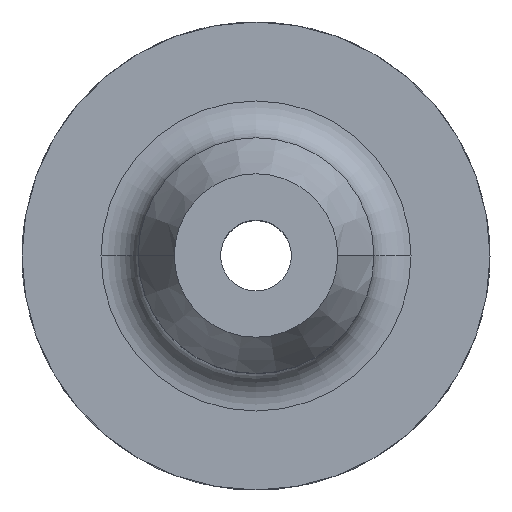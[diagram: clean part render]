
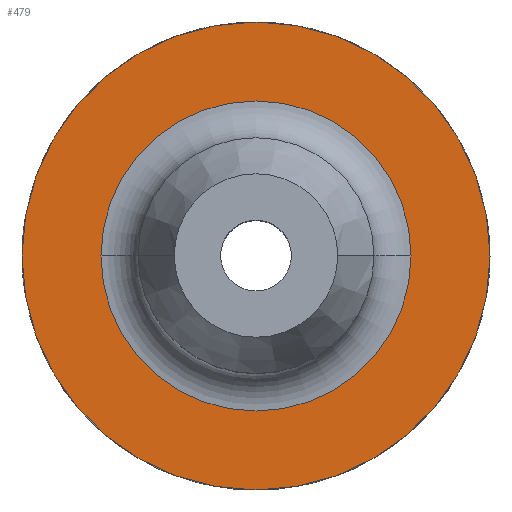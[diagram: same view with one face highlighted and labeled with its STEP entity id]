
A CAD part, top view. The second image highlights one B-rep face of the part: STEP entity #479.
In plain terms, the highlighted planar face has unit normal (0, 0, 1).
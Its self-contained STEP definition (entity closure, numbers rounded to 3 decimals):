
#22 = DIRECTION ( 'NONE',  ( -1., 0., 0. ) ) ;
#39 = CIRCLE ( 'NONE', #887, 31.5 ) ;
#142 = CARTESIAN_POINT ( 'NONE',  ( 0., 15.875, 27. ) ) ;
#145 = DIRECTION ( 'NONE',  ( 0., 0., -1. ) ) ;
#163 = CARTESIAN_POINT ( 'NONE',  ( 0., 0., 27. ) ) ;
#168 = EDGE_CURVE ( 'NONE', #625, #1049, #800, .T. ) ;
#175 = ORIENTED_EDGE ( 'NONE', *, *, #1207, .T. ) ;
#178 = CIRCLE ( 'NONE', #1234, 20.875 ) ;
#194 = CARTESIAN_POINT ( 'NONE',  ( -20.875, 0., 27. ) ) ;
#288 = DIRECTION ( 'NONE',  ( -1., 0., 0. ) ) ;
#305 = ORIENTED_EDGE ( 'NONE', *, *, #610, .F. ) ;
#321 = CARTESIAN_POINT ( 'NONE',  ( 0., 0., 27. ) ) ;
#400 = CARTESIAN_POINT ( 'NONE',  ( 0., 0., 27. ) ) ;
#412 = DIRECTION ( 'NONE',  ( 0., 0., -1. ) ) ;
#479 = ADVANCED_FACE ( 'NONE', ( #979, #1036 ), #1120, .F. ) ;
#524 = VERTEX_POINT ( 'NONE', #194 ) ;
#610 = EDGE_CURVE ( 'NONE', #1049, #625, #39, .T. ) ;
#625 = VERTEX_POINT ( 'NONE', #1342 ) ;
#647 = EDGE_CURVE ( 'NONE', #524, #1260, #1288, .T. ) ;
#741 = AXIS2_PLACEMENT_3D ( 'NONE', #142, #145, #22 ) ;
#800 = CIRCLE ( 'NONE', #1247, 31.5 ) ;
#803 = AXIS2_PLACEMENT_3D ( 'NONE', #163, #412, #851 ) ;
#851 = DIRECTION ( 'NONE',  ( -1., 0., 0. ) ) ;
#887 = AXIS2_PLACEMENT_3D ( 'NONE', #1454, #986, #288 ) ;
#921 = DIRECTION ( 'NONE',  ( 0., 0., -1. ) ) ;
#979 = FACE_BOUND ( 'NONE', #1104, .T. ) ;
#986 = DIRECTION ( 'NONE',  ( 0., 0., -1. ) ) ;
#1036 = FACE_OUTER_BOUND ( 'NONE', #1473, .T. ) ;
#1049 = VERTEX_POINT ( 'NONE', #1408 ) ;
#1104 = EDGE_LOOP ( 'NONE', ( #1381, #175 ) ) ;
#1120 = PLANE ( 'NONE',  #741 ) ;
#1152 = DIRECTION ( 'NONE',  ( -1., 0., 0. ) ) ;
#1207 = EDGE_CURVE ( 'NONE', #1260, #524, #178, .T. ) ;
#1233 = DIRECTION ( 'NONE',  ( -1., 0., 0. ) ) ;
#1234 = AXIS2_PLACEMENT_3D ( 'NONE', #400, #1334, #1233 ) ;
#1247 = AXIS2_PLACEMENT_3D ( 'NONE', #321, #921, #1152 ) ;
#1256 = CARTESIAN_POINT ( 'NONE',  ( 20.875, 0., 27. ) ) ;
#1260 = VERTEX_POINT ( 'NONE', #1256 ) ;
#1288 = CIRCLE ( 'NONE', #803, 20.875 ) ;
#1334 = DIRECTION ( 'NONE',  ( 0., 0., -1. ) ) ;
#1342 = CARTESIAN_POINT ( 'NONE',  ( 31.5, 0., 27. ) ) ;
#1381 = ORIENTED_EDGE ( 'NONE', *, *, #647, .T. ) ;
#1408 = CARTESIAN_POINT ( 'NONE',  ( -31.5, 0., 27. ) ) ;
#1454 = CARTESIAN_POINT ( 'NONE',  ( 0., 0., 27. ) ) ;
#1473 = EDGE_LOOP ( 'NONE', ( #305, #1521 ) ) ;
#1521 = ORIENTED_EDGE ( 'NONE', *, *, #168, .F. ) ;
